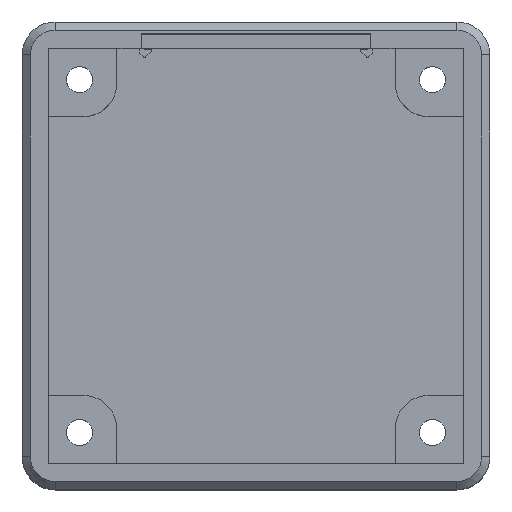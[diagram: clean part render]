
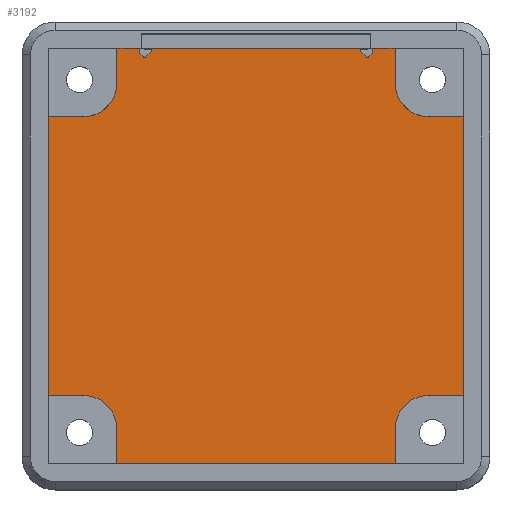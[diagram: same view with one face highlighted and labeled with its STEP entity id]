
A CAD part, top view. The second image highlights one B-rep face of the part: STEP entity #3192.
In plain terms, the highlighted planar face has unit normal (0, 0, 1).
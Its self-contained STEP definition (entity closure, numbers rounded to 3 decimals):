
#178=FACE_OUTER_BOUND('',#356,.T.);
#356=EDGE_LOOP('',(#2585,#2586,#2587,#2588,#2589,#2590,#2591,#2592,#2593,
#2594,#2595,#2596,#2597,#2598,#2599,#2600));
#592=LINE('',#4856,#954);
#669=LINE('',#5044,#1031);
#671=LINE('',#5048,#1033);
#674=LINE('',#5056,#1036);
#678=LINE('',#5066,#1040);
#679=LINE('',#5069,#1041);
#681=LINE('',#5072,#1043);
#684=LINE('',#5077,#1046);
#685=LINE('',#5078,#1047);
#686=LINE('',#5082,#1048);
#687=LINE('',#5084,#1049);
#688=LINE('',#5085,#1050);
#954=VECTOR('',#3928,10.);
#1031=VECTOR('',#4087,10.);
#1033=VECTOR('',#4091,10.);
#1036=VECTOR('',#4100,10.);
#1040=VECTOR('',#4110,10.);
#1041=VECTOR('',#4113,10.);
#1043=VECTOR('',#4117,10.);
#1046=VECTOR('',#4122,10.);
#1047=VECTOR('',#4123,10.);
#1048=VECTOR('',#4126,10.);
#1049=VECTOR('',#4127,10.);
#1050=VECTOR('',#4128,10.);
#1227=CIRCLE('',#3428,4.);
#1228=CIRCLE('',#3432,4.);
#1229=CIRCLE('',#3435,4.);
#1230=CIRCLE('',#3440,4.);
#1404=VERTEX_POINT('',#4853);
#1405=VERTEX_POINT('',#4855);
#1473=VERTEX_POINT('',#5036);
#1474=VERTEX_POINT('',#5038);
#1475=VERTEX_POINT('',#5042);
#1476=VERTEX_POINT('',#5046);
#1477=VERTEX_POINT('',#5050);
#1478=VERTEX_POINT('',#5052);
#1479=VERTEX_POINT('',#5058);
#1480=VERTEX_POINT('',#5060);
#1481=VERTEX_POINT('',#5064);
#1482=VERTEX_POINT('',#5068);
#1483=VERTEX_POINT('',#5076);
#1484=VERTEX_POINT('',#5079);
#1485=VERTEX_POINT('',#5081);
#1486=VERTEX_POINT('',#5083);
#1772=EDGE_CURVE('',#1404,#1405,#592,.F.);
#1863=EDGE_CURVE('',#1474,#1473,#1227,.T.);
#1866=EDGE_CURVE('',#1473,#1475,#669,.T.);
#1868=EDGE_CURVE('',#1404,#1476,#671,.T.);
#1870=EDGE_CURVE('',#1478,#1477,#1228,.T.);
#1872=EDGE_CURVE('',#1477,#1405,#674,.T.);
#1874=EDGE_CURVE('',#1480,#1479,#1229,.T.);
#1877=EDGE_CURVE('',#1479,#1481,#678,.T.);
#1878=EDGE_CURVE('',#1482,#1474,#679,.T.);
#1880=EDGE_CURVE('',#1482,#1481,#681,.F.);
#1883=EDGE_CURVE('',#1483,#1475,#684,.F.);
#1884=EDGE_CURVE('',#1483,#1478,#685,.T.);
#1885=EDGE_CURVE('',#1476,#1484,#1230,.T.);
#1886=EDGE_CURVE('',#1484,#1485,#686,.T.);
#1887=EDGE_CURVE('',#1486,#1485,#687,.F.);
#1888=EDGE_CURVE('',#1486,#1480,#688,.T.);
#2585=ORIENTED_EDGE('',*,*,#1878,.T.);
#2586=ORIENTED_EDGE('',*,*,#1863,.T.);
#2587=ORIENTED_EDGE('',*,*,#1866,.T.);
#2588=ORIENTED_EDGE('',*,*,#1883,.F.);
#2589=ORIENTED_EDGE('',*,*,#1884,.T.);
#2590=ORIENTED_EDGE('',*,*,#1870,.T.);
#2591=ORIENTED_EDGE('',*,*,#1872,.T.);
#2592=ORIENTED_EDGE('',*,*,#1772,.F.);
#2593=ORIENTED_EDGE('',*,*,#1868,.T.);
#2594=ORIENTED_EDGE('',*,*,#1885,.T.);
#2595=ORIENTED_EDGE('',*,*,#1886,.T.);
#2596=ORIENTED_EDGE('',*,*,#1887,.F.);
#2597=ORIENTED_EDGE('',*,*,#1888,.T.);
#2598=ORIENTED_EDGE('',*,*,#1874,.T.);
#2599=ORIENTED_EDGE('',*,*,#1877,.T.);
#2600=ORIENTED_EDGE('',*,*,#1880,.F.);
#3051=PLANE('',#3439);
#3192=ADVANCED_FACE('',(#178),#3051,.F.);
#3428=AXIS2_PLACEMENT_3D('',#5039,#4081,#4082);
#3432=AXIS2_PLACEMENT_3D('',#5053,#4095,#4096);
#3435=AXIS2_PLACEMENT_3D('',#5061,#4104,#4105);
#3439=AXIS2_PLACEMENT_3D('',#5075,#4120,#4121);
#3440=AXIS2_PLACEMENT_3D('',#5080,#4124,#4125);
#3928=DIRECTION('',(0.,-1.,0.));
#4081=DIRECTION('center_axis',(0.,0.,-1.));
#4082=DIRECTION('ref_axis',(0.,-1.,0.));
#4087=DIRECTION('',(0.,1.,0.));
#4091=DIRECTION('',(1.,0.,0.));
#4095=DIRECTION('center_axis',(0.,0.,-1.));
#4096=DIRECTION('ref_axis',(1.,0.,0.));
#4100=DIRECTION('',(-1.,0.,0.));
#4104=DIRECTION('center_axis',(0.,0.,-1.));
#4105=DIRECTION('ref_axis',(-1.,0.,0.));
#4110=DIRECTION('',(1.,0.,0.));
#4113=DIRECTION('',(-1.,0.,0.));
#4117=DIRECTION('',(0.,1.,0.));
#4120=DIRECTION('center_axis',(0.,0.,-1.));
#4121=DIRECTION('ref_axis',(1.,0.,0.));
#4122=DIRECTION('',(-1.,0.,0.));
#4123=DIRECTION('',(0.,-1.,0.));
#4124=DIRECTION('center_axis',(0.,0.,-1.));
#4125=DIRECTION('ref_axis',(0.,1.,0.));
#4126=DIRECTION('',(0.,-1.,0.));
#4127=DIRECTION('',(1.,0.,0.));
#4128=DIRECTION('',(0.,1.,0.));
#4853=CARTESIAN_POINT('',(-0.104,8.159,-9.624));
#4855=CARTESIAN_POINT('',(-0.104,42.159,-9.624));
#4856=CARTESIAN_POINT('',(-0.104,-0.466,-9.624));
#5036=CARTESIAN_POINT('',(42.196,46.159,-9.624));
#5038=CARTESIAN_POINT('',(46.196,42.159,-9.624));
#5039=CARTESIAN_POINT('Origin',(46.196,46.159,-9.624));
#5042=CARTESIAN_POINT('',(42.196,50.459,-9.624));
#5044=CARTESIAN_POINT('',(42.196,24.284,-9.624));
#5046=CARTESIAN_POINT('',(4.196,8.159,-9.624));
#5048=CARTESIAN_POINT('',(23.669,8.159,-9.624));
#5050=CARTESIAN_POINT('',(4.196,42.159,-9.624));
#5052=CARTESIAN_POINT('',(8.196,46.159,-9.624));
#5053=CARTESIAN_POINT('Origin',(4.196,46.159,-9.624));
#5056=CARTESIAN_POINT('',(26.071,42.159,-9.624));
#5058=CARTESIAN_POINT('',(46.196,8.159,-9.624));
#5060=CARTESIAN_POINT('',(42.196,4.159,-9.624));
#5061=CARTESIAN_POINT('Origin',(46.196,4.159,-9.624));
#5064=CARTESIAN_POINT('',(50.496,8.159,-9.624));
#5066=CARTESIAN_POINT('',(47.071,8.159,-9.624));
#5068=CARTESIAN_POINT('',(50.496,42.159,-9.624));
#5069=CARTESIAN_POINT('',(49.473,42.159,-9.624));
#5072=CARTESIAN_POINT('',(50.496,5.284,-9.624));
#5075=CARTESIAN_POINT('Origin',(47.946,2.409,-9.624));
#5076=CARTESIAN_POINT('',(8.196,50.459,-9.624));
#5077=CARTESIAN_POINT('',(22.321,50.459,-9.624));
#5078=CARTESIAN_POINT('',(8.196,26.523,-9.624));
#5079=CARTESIAN_POINT('',(8.196,4.159,-9.624));
#5080=CARTESIAN_POINT('Origin',(4.196,4.159,-9.624));
#5081=CARTESIAN_POINT('',(8.196,-0.141,-9.624));
#5082=CARTESIAN_POINT('',(8.196,3.284,-9.624));
#5083=CARTESIAN_POINT('',(42.196,-0.141,-9.624));
#5084=CARTESIAN_POINT('',(50.821,-0.141,-9.624));
#5085=CARTESIAN_POINT('',(42.196,1.045,-9.624));
